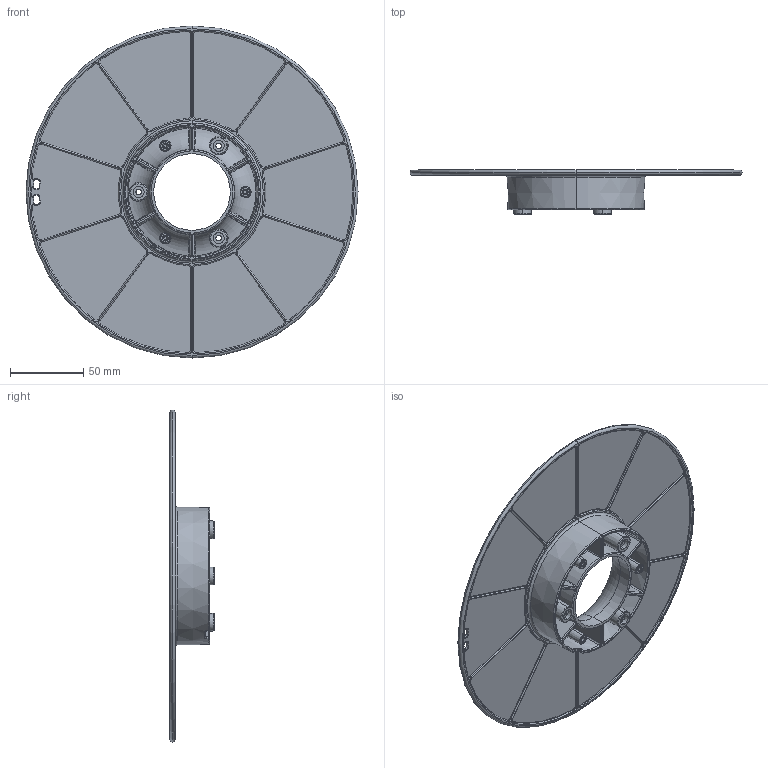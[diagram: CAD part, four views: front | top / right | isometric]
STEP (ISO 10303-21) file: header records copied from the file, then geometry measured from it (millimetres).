
FILE_DESCRIPTION (( 'STEP AP214' ), '1' );
FILE_NAME ('1844_042_rev_04.STEP', '2014-09-17T18:54:39', ( '' ), ( '' ), 'SwSTEP 2.0', 'SolidWorks 2013', '' );
FILE_SCHEMA (( 'AUTOMOTIVE_DESIGN' ));
Length unit declared in the file: millimetre
Products named in the file (1): 1844_042_rev_04
Bounding box: 226.06 x 30 x 226.06 mm (x, y, z)
Volume: 120302.5 mm3; surface area: 109123.3 mm2
Topology: 1 solids, 1 shells, 579 faces, 1341 edges, 812 vertices
Faces by surface type: bspline 264, plane 107, torus 94, cone 76, cylinder 38
Entity records: 26413 total; most frequent: CARTESIAN_POINT 15111, ORIENTED_EDGE 2682, DIRECTION 1825, EDGE_CURVE 1341, VERTEX_POINT 812, AXIS2_PLACEMENT_3D 778, EDGE_LOOP 639, B_SPLINE_CURVE_WITH_KNOTS 594
